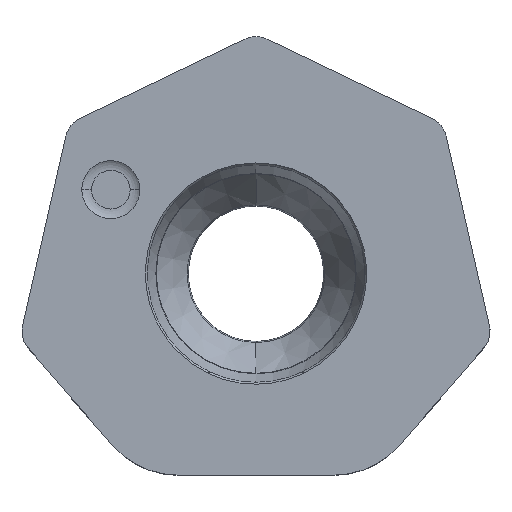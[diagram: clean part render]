
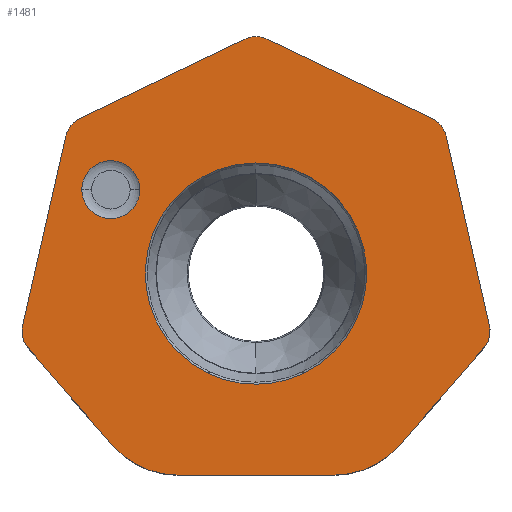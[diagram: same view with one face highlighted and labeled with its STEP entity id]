
A CAD part, top view. The second image highlights one B-rep face of the part: STEP entity #1481.
In plain terms, the highlighted planar face has unit normal (0, 0, 1).
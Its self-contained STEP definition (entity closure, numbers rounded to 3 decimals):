
#273=DIRECTION('',(0.223,-0.975,0.));
#274=VECTOR('',#273,6.017);
#275=CARTESIAN_POINT('',(5.9,4.261,5.32));
#276=LINE('',#275,#274);
#280=CARTESIAN_POINT('',(6.459,-1.783,5.32));
#281=DIRECTION('',(0.,0.,-1.));
#282=DIRECTION('',(0.975,0.223,0.));
#283=AXIS2_PLACEMENT_3D('',#280,#281,#282);
#288=CARTESIAN_POINT('',(-296.71,257.927,5.32));
#289=DIRECTION('',(0.,0.,-1.));
#290=DIRECTION('',(0.759,-0.651,0.));
#291=AXIS2_PLACEMENT_3D('',#288,#289,#290);
#296=CARTESIAN_POINT('',(2.417,-3.55,5.32));
#297=DIRECTION('',(0.,0.,-1.));
#298=DIRECTION('',(0.753,-0.658,0.));
#299=AXIS2_PLACEMENT_3D('',#296,#297,#298);
#304=DIRECTION('',(-1.,0.,0.));
#305=VECTOR('',#304,4.834);
#306=CARTESIAN_POINT('',(2.417,-6.25,5.32));
#307=LINE('',#306,#305);
#311=CARTESIAN_POINT('',(-2.417,-3.55,5.32));
#312=DIRECTION('',(0.,0.,-1.));
#313=DIRECTION('',(0.,-1.,0.));
#314=AXIS2_PLACEMENT_3D('',#311,#312,#313);
#319=CARTESIAN_POINT('',(296.71,257.927,5.32));
#320=DIRECTION('',(0.,0.,-1.));
#321=DIRECTION('',(-0.753,-0.658,0.));
#322=AXIS2_PLACEMENT_3D('',#319,#320,#321);
#327=CARTESIAN_POINT('',(-6.459,-1.783,5.32));
#328=DIRECTION('',(0.,0.,-1.));
#329=DIRECTION('',(-0.759,-0.651,0.));
#330=AXIS2_PLACEMENT_3D('',#327,#328,#329);
#335=DIRECTION('',(0.223,0.975,0.));
#336=VECTOR('',#335,6.017);
#337=CARTESIAN_POINT('',(-7.239,-1.605,5.32));
#338=LINE('',#337,#336);
#342=CARTESIAN_POINT('',(-5.12,4.083,5.32));
#343=DIRECTION('',(0.,0.,-1.));
#344=DIRECTION('',(-0.975,0.223,0.));
#345=AXIS2_PLACEMENT_3D('',#342,#343,#344);
#350=DIRECTION('',(0.901,0.434,0.));
#351=VECTOR('',#350,5.683);
#352=CARTESIAN_POINT('',(-5.467,4.804,5.32));
#353=LINE('',#352,#351);
#357=CARTESIAN_POINT('',(0.,6.549,5.32));
#358=DIRECTION('',(0.,0.,-1.));
#359=DIRECTION('',(-0.434,0.901,0.));
#360=AXIS2_PLACEMENT_3D('',#357,#358,#359);
#365=CARTESIAN_POINT('',(0.,6.549,5.32));
#366=DIRECTION('',(0.,0.,-1.));
#367=DIRECTION('',(0.,1.,0.));
#368=AXIS2_PLACEMENT_3D('',#365,#366,#367);
#373=DIRECTION('',(0.901,-0.434,0.));
#374=VECTOR('',#373,5.683);
#375=CARTESIAN_POINT('',(0.347,7.269,5.32));
#376=LINE('',#375,#374);
#380=CARTESIAN_POINT('',(5.12,4.083,5.32));
#381=DIRECTION('',(0.,0.,-1.));
#382=DIRECTION('',(0.434,0.901,0.));
#383=AXIS2_PLACEMENT_3D('',#380,#381,#382);
#388=CARTESIAN_POINT('',(0.,0.,5.32));
#389=DIRECTION('',(0.,0.,1.));
#390=DIRECTION('',(-0.43,-0.903,0.));
#391=AXIS2_PLACEMENT_3D('',#388,#389,#390);
#396=CARTESIAN_POINT('',(0.,0.,5.32));
#397=DIRECTION('',(0.,0.,1.));
#398=DIRECTION('',(0.005,-1.,0.));
#399=AXIS2_PLACEMENT_3D('',#396,#397,#398);
#404=CARTESIAN_POINT('',(0.,0.,5.32));
#405=DIRECTION('',(0.,0.,1.));
#406=DIRECTION('',(0.43,-0.903,0.));
#407=AXIS2_PLACEMENT_3D('',#404,#405,#406);
#412=CARTESIAN_POINT('',(0.,0.,5.32));
#413=DIRECTION('',(0.,0.,1.));
#414=DIRECTION('',(-0.005,1.,0.));
#415=AXIS2_PLACEMENT_3D('',#412,#413,#414);
#420=CARTESIAN_POINT('',(-4.503,2.6,5.32));
#421=DIRECTION('',(0.,0.,1.));
#422=DIRECTION('',(1.,0.,0.));
#423=AXIS2_PLACEMENT_3D('',#420,#421,#422);
#428=CARTESIAN_POINT('',(-4.503,2.6,5.32));
#429=DIRECTION('',(0.,0.,1.));
#430=DIRECTION('',(-1.,0.,0.));
#431=AXIS2_PLACEMENT_3D('',#428,#429,#430);
#1114=CARTESIAN_POINT('',(-7.239,-1.605,5.32));
#1115=VERTEX_POINT('',#1114);
#1116=CARTESIAN_POINT('',(-5.9,4.261,5.32));
#1117=VERTEX_POINT('',#1116);
#1118=CARTESIAN_POINT('',(-7.066,-2.304,5.32));
#1119=VERTEX_POINT('',#1118);
#1120=CARTESIAN_POINT('',(-4.45,-5.327,5.32));
#1121=VERTEX_POINT('',#1120);
#1122=CARTESIAN_POINT('',(-2.417,-6.25,5.32));
#1123=VERTEX_POINT('',#1122);
#1124=CARTESIAN_POINT('',(2.417,-6.25,5.32));
#1125=VERTEX_POINT('',#1124);
#1126=CARTESIAN_POINT('',(5.9,4.261,5.32));
#1127=CARTESIAN_POINT('',(7.239,-1.605,5.32));
#1128=VERTEX_POINT('',#1126);
#1129=VERTEX_POINT('',#1127);
#1130=CARTESIAN_POINT('',(7.066,-2.304,5.32));
#1131=VERTEX_POINT('',#1130);
#1132=CARTESIAN_POINT('',(4.45,-5.327,5.32));
#1133=VERTEX_POINT('',#1132);
#1134=CARTESIAN_POINT('',(-5.467,4.804,5.32));
#1135=VERTEX_POINT('',#1134);
#1136=CARTESIAN_POINT('',(-0.347,7.269,5.32));
#1137=VERTEX_POINT('',#1136);
#1138=CARTESIAN_POINT('',(0.,7.349,5.32));
#1139=CARTESIAN_POINT('',(0.347,7.269,5.32));
#1140=VERTEX_POINT('',#1138);
#1141=VERTEX_POINT('',#1139);
#1142=CARTESIAN_POINT('',(5.467,4.804,5.32));
#1143=VERTEX_POINT('',#1142);
#1144=CARTESIAN_POINT('',(-1.476,-3.098,5.32));
#1145=CARTESIAN_POINT('',(0.016,-3.431,5.32));
#1146=VERTEX_POINT('',#1144);
#1147=VERTEX_POINT('',#1145);
#1148=CARTESIAN_POINT('',(1.476,-3.098,5.32));
#1149=VERTEX_POINT('',#1148);
#1150=CARTESIAN_POINT('',(-0.016,3.431,5.32));
#1151=VERTEX_POINT('',#1150);
#1152=CARTESIAN_POINT('',(-3.603,2.6,5.32));
#1153=CARTESIAN_POINT('',(-5.403,2.6,5.32));
#1154=VERTEX_POINT('',#1152);
#1155=VERTEX_POINT('',#1153);
#1433=CARTESIAN_POINT('',(14.521,8.,5.32));
#1434=DIRECTION('',(0.,0.,-1.));
#1435=DIRECTION('',(0.,-1.,0.));
#1436=AXIS2_PLACEMENT_3D('',#1433,#1434,#1435);
#1437=PLANE('',#1436);
#1439=ORIENTED_EDGE('',*,*,#1438,.T.);
#1441=ORIENTED_EDGE('',*,*,#1440,.T.);
#1443=ORIENTED_EDGE('',*,*,#1442,.T.);
#1445=ORIENTED_EDGE('',*,*,#1444,.T.);
#1446=ORIENTED_EDGE('',*,*,#1426,.T.);
#1447=ORIENTED_EDGE('',*,*,#1414,.T.);
#1448=ORIENTED_EDGE('',*,*,#1400,.T.);
#1449=ORIENTED_EDGE('',*,*,#1386,.T.);
#1450=ORIENTED_EDGE('',*,*,#1372,.T.);
#1452=ORIENTED_EDGE('',*,*,#1451,.T.);
#1454=ORIENTED_EDGE('',*,*,#1453,.T.);
#1456=ORIENTED_EDGE('',*,*,#1455,.T.);
#1458=ORIENTED_EDGE('',*,*,#1457,.T.);
#1460=ORIENTED_EDGE('',*,*,#1459,.T.);
#1462=ORIENTED_EDGE('',*,*,#1461,.T.);
#1463=EDGE_LOOP('',(#1439,#1441,#1443,#1445,#1446,#1447,#1448,#1449,#1450,#1452,
#1454,#1456,#1458,#1460,#1462));
#1464=FACE_OUTER_BOUND('',#1463,.F.);
#1466=ORIENTED_EDGE('',*,*,#1465,.T.);
#1468=ORIENTED_EDGE('',*,*,#1467,.T.);
#1470=ORIENTED_EDGE('',*,*,#1469,.T.);
#1472=ORIENTED_EDGE('',*,*,#1471,.T.);
#1473=EDGE_LOOP('',(#1466,#1468,#1470,#1472));
#1474=FACE_BOUND('',#1473,.F.);
#1476=ORIENTED_EDGE('',*,*,#1475,.T.);
#1478=ORIENTED_EDGE('',*,*,#1477,.T.);
#1479=EDGE_LOOP('',(#1476,#1478));
#1480=FACE_BOUND('',#1479,.F.);
#284=CIRCLE('',#283,0.8);
#292=CIRCLE('',#291,400.);
#300=CIRCLE('',#299,2.7);
#315=CIRCLE('',#314,2.7);
#323=CIRCLE('',#322,400.);
#331=CIRCLE('',#330,0.8);
#346=CIRCLE('',#345,0.8);
#361=CIRCLE('',#360,0.8);
#369=CIRCLE('',#368,0.8);
#384=CIRCLE('',#383,0.8);
#392=CIRCLE('',#391,3.431);
#400=CIRCLE('',#399,3.431);
#408=CIRCLE('',#407,3.431);
#416=CIRCLE('',#415,3.431);
#424=CIRCLE('',#423,0.9);
#432=CIRCLE('',#431,0.9);
#1372=EDGE_CURVE('',#1115,#1117,#338,.T.);
#1386=EDGE_CURVE('',#1119,#1115,#331,.T.);
#1400=EDGE_CURVE('',#1121,#1119,#323,.T.);
#1414=EDGE_CURVE('',#1123,#1121,#315,.T.);
#1426=EDGE_CURVE('',#1125,#1123,#307,.T.);
#1438=EDGE_CURVE('',#1128,#1129,#276,.T.);
#1440=EDGE_CURVE('',#1129,#1131,#284,.T.);
#1442=EDGE_CURVE('',#1131,#1133,#292,.T.);
#1444=EDGE_CURVE('',#1133,#1125,#300,.T.);
#1451=EDGE_CURVE('',#1117,#1135,#346,.T.);
#1453=EDGE_CURVE('',#1135,#1137,#353,.T.);
#1455=EDGE_CURVE('',#1137,#1140,#361,.T.);
#1457=EDGE_CURVE('',#1140,#1141,#369,.T.);
#1459=EDGE_CURVE('',#1141,#1143,#376,.T.);
#1461=EDGE_CURVE('',#1143,#1128,#384,.T.);
#1465=EDGE_CURVE('',#1146,#1147,#392,.T.);
#1467=EDGE_CURVE('',#1147,#1149,#400,.T.);
#1469=EDGE_CURVE('',#1149,#1151,#408,.T.);
#1471=EDGE_CURVE('',#1151,#1146,#416,.T.);
#1475=EDGE_CURVE('',#1154,#1155,#424,.T.);
#1477=EDGE_CURVE('',#1155,#1154,#432,.T.);
#1481=ADVANCED_FACE('',(#1464,#1474,#1480),#1437,.F.);
